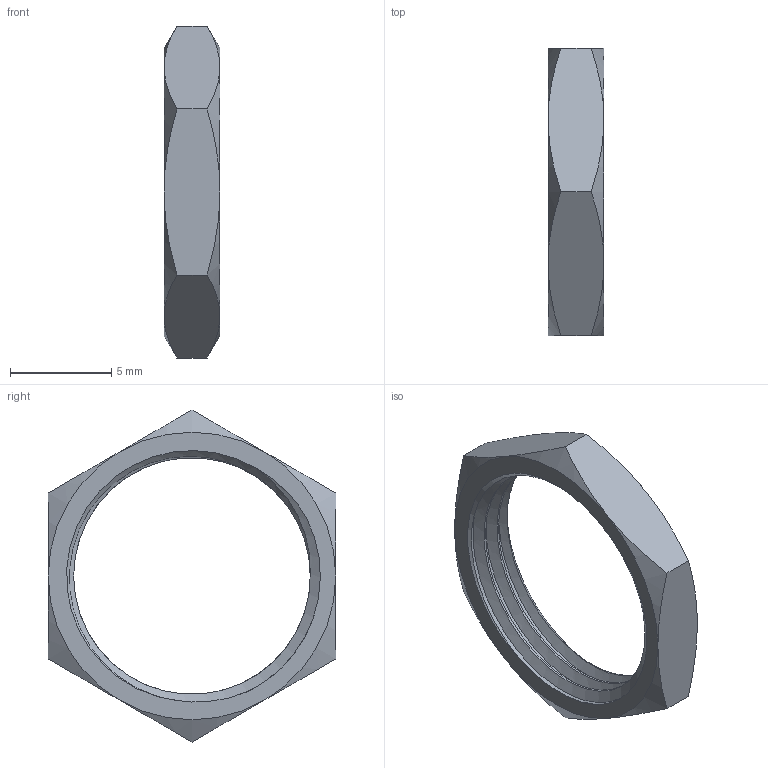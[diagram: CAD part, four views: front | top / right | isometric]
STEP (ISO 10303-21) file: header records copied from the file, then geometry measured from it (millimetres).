
FILE_DESCRIPTION((''),'2;1');
FILE_NAME('31-5652','2017-07-21T',('Lokesh'),(''),'PRO/ENGINEER BY PARAMETRIC TECHNOLOGY CORPORATION, 2014440','PRO/ENGINEER BY PARAMETRIC TECHNOLOGY CORPORATION, 2014440','');
FILE_SCHEMA(('CONFIG_CONTROL_DESIGN'));
Length unit declared in the file: millimetre
Products named in the file (1): 31-5652
Bounding box: 2.77 x 14.22 x 16.42 mm (x, y, z)
Volume: 150 mm3; surface area: 396.4 mm2
Topology: 1 solids, 1 shells, 29 faces, 69 edges, 42 vertices
Faces by surface type: cone 14, plane 8, cylinder 4, bspline 3
Entity records: 2329 total; most frequent: CARTESIAN_POINT 1701, ORIENTED_EDGE 138, DIRECTION 93, EDGE_CURVE 69, B_SPLINE_CURVE_WITH_KNOTS 44, AXIS2_PLACEMENT_3D 42, VERTEX_POINT 42, EDGE_LOOP 31
